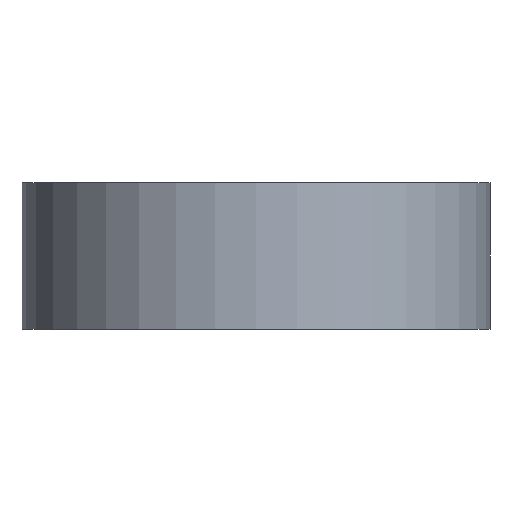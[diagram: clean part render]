
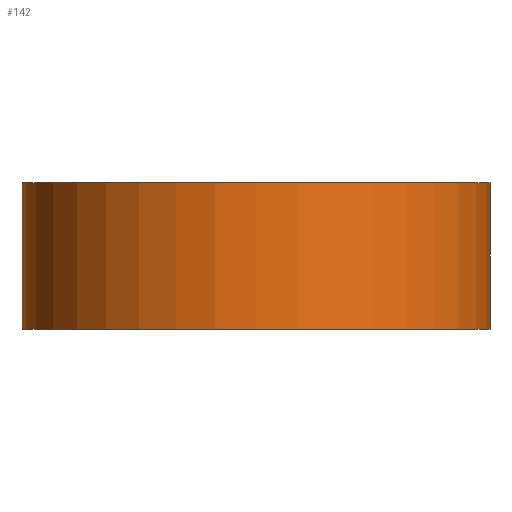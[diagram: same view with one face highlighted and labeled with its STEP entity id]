
A CAD part, front view. The second image highlights one B-rep face of the part: STEP entity #142.
In plain terms, the highlighted cylindrical face has radius 4 mm (diameter 8 mm), a full revolution.
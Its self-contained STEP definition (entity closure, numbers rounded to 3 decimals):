
#16=CYLINDRICAL_SURFACE('',#163,4.);
#25=FACE_BOUND('',#55,.T.);
#37=FACE_OUTER_BOUND('',#54,.T.);
#54=EDGE_LOOP('',(#114));
#55=EDGE_LOOP('',(#115));
#74=CIRCLE('',#162,4.);
#75=CIRCLE('',#164,4.);
#86=VERTEX_POINT('',#243);
#87=VERTEX_POINT('',#246);
#98=EDGE_CURVE('',#86,#86,#74,.T.);
#99=EDGE_CURVE('',#87,#87,#75,.T.);
#114=ORIENTED_EDGE('',*,*,#98,.F.);
#115=ORIENTED_EDGE('',*,*,#99,.F.);
#142=ADVANCED_FACE('',(#37,#25),#16,.T.);
#162=AXIS2_PLACEMENT_3D('',#244,#199,#200);
#163=AXIS2_PLACEMENT_3D('',#245,#201,#202);
#164=AXIS2_PLACEMENT_3D('',#247,#203,#204);
#199=DIRECTION('center_axis',(0.,0.,-1.));
#200=DIRECTION('ref_axis',(-1.,0.,0.));
#201=DIRECTION('center_axis',(0.,0.,1.));
#202=DIRECTION('ref_axis',(-1.,0.,0.));
#203=DIRECTION('center_axis',(0.,0.,1.));
#204=DIRECTION('ref_axis',(-1.,0.,0.));
#243=CARTESIAN_POINT('',(4.,0.,-1.25));
#244=CARTESIAN_POINT('Origin',(0.,0.,-1.25));
#245=CARTESIAN_POINT('Origin',(0.,0.,0.));
#246=CARTESIAN_POINT('',(4.,0.,1.25));
#247=CARTESIAN_POINT('Origin',(0.,0.,1.25));
